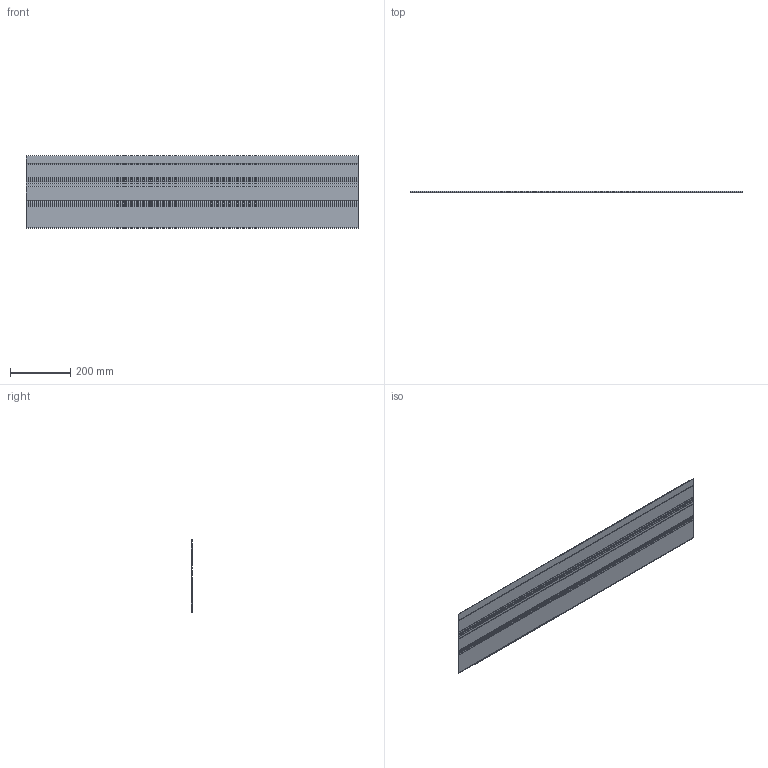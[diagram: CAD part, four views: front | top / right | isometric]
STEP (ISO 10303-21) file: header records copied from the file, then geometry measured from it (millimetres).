
FILE_DESCRIPTION(/* description */ ('STEP AP214'),/* implementation_level */ '2;1');
FILE_NAME(/* name */ '01518',/* time_stamp */ '2023-10-02T09:25:52+02:00',/* author */ ('License CC BY-ND 4.0'),/* organization */ ('CADENAS'),/* preprocessor_version */ 'ST-DEVELOPER v19.3',/* originating_system */ 'PARTsolutions',/* authorisation */ ' ');
FILE_SCHEMA (('AUTOMOTIVE_DESIGN {1 0 10303 214 3 1 1}'));
Length unit declared in the file: millimetre
Products named in the file (2): 01518; 015181100b
Assembly tree (1 placements, depth 2):
  01518
    015181100b
Bounding box: 1100 x 3.47 x 240 mm (x, y, z)
Volume: 536615.4 mm3; surface area: 546468.1 mm2
Topology: 1 solids, 1 shells, 63 faces, 183 edges, 122 vertices
Faces by surface type: plane 44, cylinder 19
Entity records: 2124 total; most frequent: CARTESIAN_POINT 370, ORIENTED_EDGE 366, DIRECTION 351, EDGE_CURVE 183, LINE 145, VECTOR 145, VERTEX_POINT 122, AXIS2_PLACEMENT_3D 103
